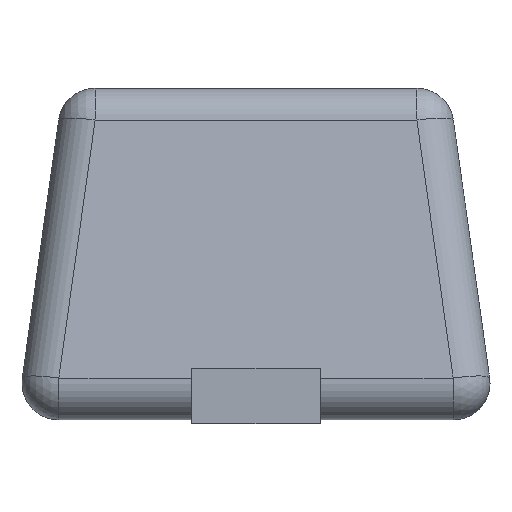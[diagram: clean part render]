
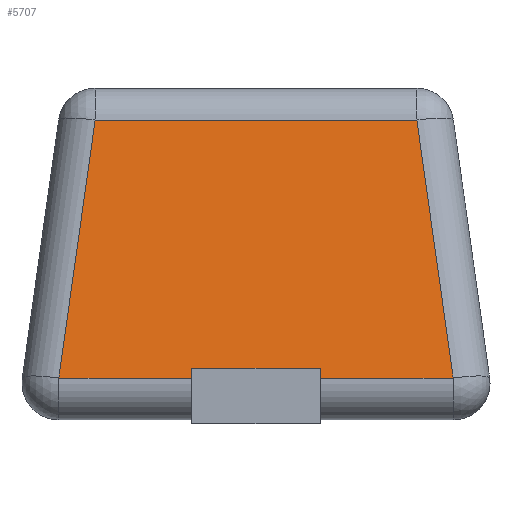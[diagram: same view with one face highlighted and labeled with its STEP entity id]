
A CAD part, left-side view. The second image highlights one B-rep face of the part: STEP entity #5707.
In plain terms, the highlighted planar face has unit normal (-0.99, 0, 0.139).
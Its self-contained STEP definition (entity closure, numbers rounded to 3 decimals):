
#16 = CARTESIAN_POINT ( 'NONE',  ( -0.834, 0.535, 0.124 ) ) ;
#155 = LINE ( 'NONE', #6860, #5029 ) ;
#210 = CARTESIAN_POINT ( 'NONE',  ( -0.852, -0.553, -0.003 ) ) ;
#332 = CARTESIAN_POINT ( 'NONE',  ( -0.834, -0.175, 0.124 ) ) ;
#557 = LINE ( 'NONE', #7502, #10843 ) ;
#778 = DIRECTION ( 'NONE',  ( -0.99, 0., 0.139 ) ) ;
#931 = LINE ( 'NONE', #1851, #2910 ) ;
#1113 = LINE ( 'NONE', #2985, #9969 ) ;
#1192 = LINE ( 'NONE', #210, #9323 ) ;
#1510 = DIRECTION ( 'NONE',  ( -0.138, 0.138, -0.981 ) ) ;
#1535 = DIRECTION ( 'NONE',  ( 0., -1., 0. ) ) ;
#1563 = VERTEX_POINT ( 'NONE', #6332 ) ;
#1570 = CARTESIAN_POINT ( 'NONE',  ( -0.827, 0.528, 0.172 ) ) ;
#1851 = CARTESIAN_POINT ( 'NONE',  ( -0.83, -0.65, 0.15 ) ) ;
#2150 = EDGE_CURVE ( 'NONE', #1563, #5865, #6381, .T. ) ;
#2292 = ORIENTED_EDGE ( 'NONE', *, *, #8003, .T. ) ;
#2472 = ORIENTED_EDGE ( 'NONE', *, *, #5488, .T. ) ;
#2910 = VECTOR ( 'NONE', #4011, 1000. ) ;
#2985 = CARTESIAN_POINT ( 'NONE',  ( -0.85, 0.175, 0.01 ) ) ;
#3183 = CARTESIAN_POINT ( 'NONE',  ( -0.736, 0.437, 0.824 ) ) ;
#3643 = PLANE ( 'NONE',  #4489 ) ;
#4011 = DIRECTION ( 'NONE',  ( 0., 1., 0. ) ) ;
#4113 = VECTOR ( 'NONE', #6576, 1000. ) ;
#4137 = DIRECTION ( 'NONE',  ( 0., 1., 0. ) ) ;
#4183 = DIRECTION ( 'NONE',  ( 0.138, 0.138, 0.981 ) ) ;
#4382 = ORIENTED_EDGE ( 'NONE', *, *, #10015, .F. ) ;
#4471 = VERTEX_POINT ( 'NONE', #10886 ) ;
#4475 = CARTESIAN_POINT ( 'NONE',  ( -0.85, -0.175, 0.01 ) ) ;
#4489 = AXIS2_PLACEMENT_3D ( 'NONE', #9659, #778, #8701 ) ;
#4721 = CARTESIAN_POINT ( 'NONE',  ( -0.834, -0.65, 0.124 ) ) ;
#4813 = EDGE_CURVE ( 'NONE', #6991, #11776, #1192, .T. ) ;
#4825 = DIRECTION ( 'NONE',  ( -0.139, 0., -0.99 ) ) ;
#4866 = CARTESIAN_POINT ( 'NONE',  ( -0.834, -0.535, 0.124 ) ) ;
#5015 = EDGE_CURVE ( 'NONE', #4471, #11177, #1113, .T. ) ;
#5029 = VECTOR ( 'NONE', #4137, 1000. ) ;
#5488 = EDGE_CURVE ( 'NONE', #12724, #11177, #557, .T. ) ;
#5707 = ADVANCED_FACE ( 'NONE', ( #9486 ), #3643, .T. ) ;
#5865 = VERTEX_POINT ( 'NONE', #332 ) ;
#5873 = ORIENTED_EDGE ( 'NONE', *, *, #9690, .T. ) ;
#6216 = LINE ( 'NONE', #4721, #6840 ) ;
#6332 = CARTESIAN_POINT ( 'NONE',  ( -0.83, -0.175, 0.15 ) ) ;
#6381 = LINE ( 'NONE', #4475, #4113 ) ;
#6576 = DIRECTION ( 'NONE',  ( -0.139, 0., -0.99 ) ) ;
#6840 = VECTOR ( 'NONE', #7648, 1000. ) ;
#6860 = CARTESIAN_POINT ( 'NONE',  ( -0.736, -0.65, 0.824 ) ) ;
#6991 = VERTEX_POINT ( 'NONE', #4866 ) ;
#7299 = EDGE_CURVE ( 'NONE', #11307, #12724, #12412, .T. ) ;
#7502 = CARTESIAN_POINT ( 'NONE',  ( -0.834, -0.65, 0.124 ) ) ;
#7581 = ORIENTED_EDGE ( 'NONE', *, *, #5015, .F. ) ;
#7648 = DIRECTION ( 'NONE',  ( 0., -1., 0. ) ) ;
#8003 = EDGE_CURVE ( 'NONE', #11776, #11307, #155, .T. ) ;
#8701 = DIRECTION ( 'NONE',  ( 0.139, 0., 0.99 ) ) ;
#8844 = ORIENTED_EDGE ( 'NONE', *, *, #2150, .T. ) ;
#9141 = ORIENTED_EDGE ( 'NONE', *, *, #7299, .T. ) ;
#9242 = CARTESIAN_POINT ( 'NONE',  ( -0.736, -0.437, 0.824 ) ) ;
#9323 = VECTOR ( 'NONE', #4183, 1000. ) ;
#9486 = FACE_OUTER_BOUND ( 'NONE', #10716, .T. ) ;
#9659 = CARTESIAN_POINT ( 'NONE',  ( -0.85, -0.65, 0.01 ) ) ;
#9690 = EDGE_CURVE ( 'NONE', #5865, #6991, #6216, .T. ) ;
#9969 = VECTOR ( 'NONE', #4825, 1000. ) ;
#10015 = EDGE_CURVE ( 'NONE', #1563, #4471, #931, .T. ) ;
#10716 = EDGE_LOOP ( 'NONE', ( #7581, #4382, #8844, #5873, #12563, #2292, #9141, #2472 ) ) ;
#10843 = VECTOR ( 'NONE', #1535, 1000. ) ;
#10886 = CARTESIAN_POINT ( 'NONE',  ( -0.83, 0.175, 0.15 ) ) ;
#11177 = VERTEX_POINT ( 'NONE', #11658 ) ;
#11307 = VERTEX_POINT ( 'NONE', #3183 ) ;
#11644 = VECTOR ( 'NONE', #1510, 1000. ) ;
#11658 = CARTESIAN_POINT ( 'NONE',  ( -0.834, 0.175, 0.124 ) ) ;
#11776 = VERTEX_POINT ( 'NONE', #9242 ) ;
#12412 = LINE ( 'NONE', #1570, #11644 ) ;
#12563 = ORIENTED_EDGE ( 'NONE', *, *, #4813, .T. ) ;
#12724 = VERTEX_POINT ( 'NONE', #16 ) ;
